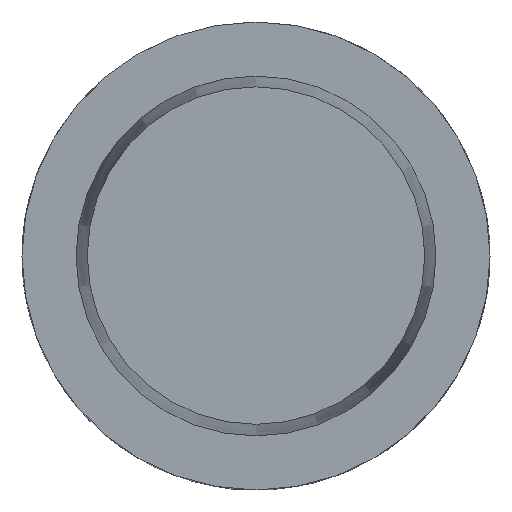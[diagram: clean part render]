
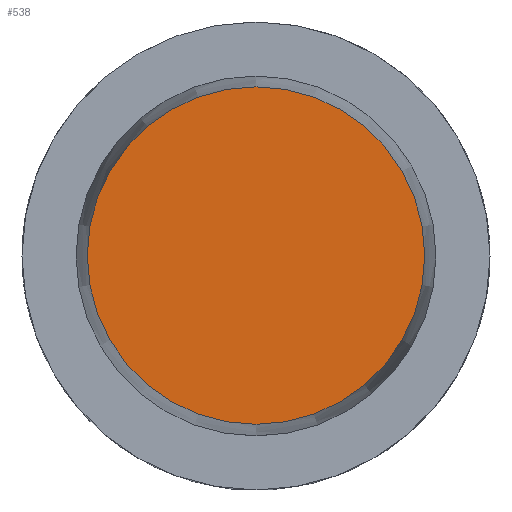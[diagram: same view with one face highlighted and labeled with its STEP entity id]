
A CAD part, top view. The second image highlights one B-rep face of the part: STEP entity #538.
In plain terms, the highlighted planar face has unit normal (0, 0, 1).
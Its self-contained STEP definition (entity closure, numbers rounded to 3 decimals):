
#449=EDGE_CURVE('240[2]',#963,#963,#964,.T.);
#538=ADVANCED_FACE('240[2]',(#1069),#1070,.T.);
#963=VERTEX_POINT('',#1817);
#964=CIRCLE('',#1818,22.715);
#1069=FACE_OUTER_BOUND('',#2059,.T.);
#1070=PLANE('',#2060);
#1817=CARTESIAN_POINT('',(0.,22.715,32.));
#1818=AXIS2_PLACEMENT_3D('',#2550,#2551,#2552);
#2059=EDGE_LOOP('',(#2699));
#2060=AXIS2_PLACEMENT_3D('',#2700,#2701,#2702);
#2550=CARTESIAN_POINT('',(0.,0.,32.));
#2551=DIRECTION('',(0.,0.,1.0));
#2552=DIRECTION('',(0.,1.0,0.));
#2699=ORIENTED_EDGE('',*,*,#449,.T.);
#2700=CARTESIAN_POINT('',(0.,11.358,32.));
#2701=DIRECTION('',(0.,0.,1.0));
#2702=DIRECTION('',(0.,1.0,0.));
